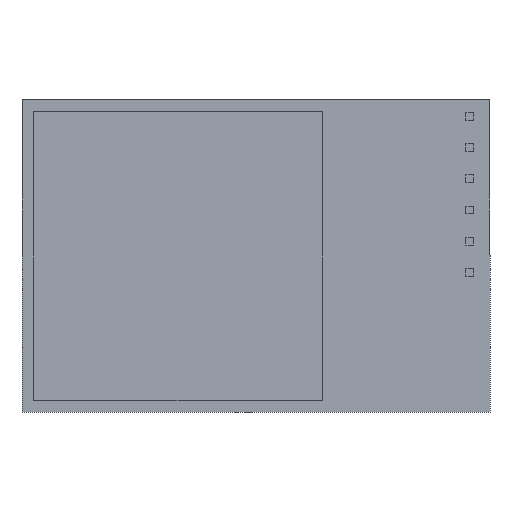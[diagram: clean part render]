
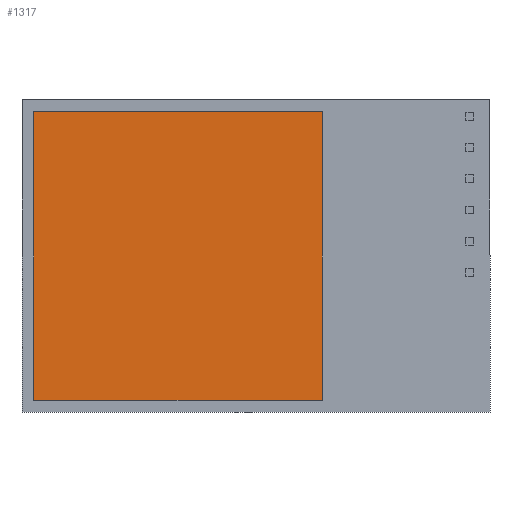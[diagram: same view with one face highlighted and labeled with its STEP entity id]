
A CAD part, front view. The second image highlights one B-rep face of the part: STEP entity #1317.
In plain terms, the highlighted planar face has unit normal (0, -1, 0).
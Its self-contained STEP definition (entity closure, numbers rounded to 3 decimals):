
#186 = ORIENTED_EDGE ( 'NONE', *, *, #3177, .T. ) ;
#322 = VECTOR ( 'NONE', #1568, 1000. ) ;
#455 = LINE ( 'NONE', #4842, #322 ) ;
#552 = LINE ( 'NONE', #2686, #1528 ) ;
#1077 = DIRECTION ( 'NONE',  ( -1., 0., 0. ) ) ;
#1107 = ORIENTED_EDGE ( 'NONE', *, *, #3518, .T. ) ;
#1154 = LINE ( 'NONE', #2246, #3356 ) ;
#1317 = ADVANCED_FACE ( 'NONE', ( #2571 ), #2228, .T. ) ;
#1395 = DIRECTION ( 'NONE',  ( 0., 0., -1. ) ) ;
#1528 = VECTOR ( 'NONE', #5187, 1000. ) ;
#1568 = DIRECTION ( 'NONE',  ( 0., 0., 1. ) ) ;
#1594 = CARTESIAN_POINT ( 'NONE',  ( -14.25, -4.5, -9.25 ) ) ;
#1693 = VERTEX_POINT ( 'NONE', #2402 ) ;
#1747 = ORIENTED_EDGE ( 'NONE', *, *, #4352, .T. ) ;
#1912 = VERTEX_POINT ( 'NONE', #4252 ) ;
#2061 = VERTEX_POINT ( 'NONE', #1594 ) ;
#2228 = PLANE ( 'NONE',  #3568 ) ;
#2246 = CARTESIAN_POINT ( 'NONE',  ( -14.25, -4.5, -9.25 ) ) ;
#2402 = CARTESIAN_POINT ( 'NONE',  ( -14.25, -4.5, 9.25 ) ) ;
#2571 = FACE_OUTER_BOUND ( 'NONE', #4769, .T. ) ;
#2686 = CARTESIAN_POINT ( 'NONE',  ( -14.25, -4.5, 9.25 ) ) ;
#2944 = LINE ( 'NONE', #3136, #4059 ) ;
#3136 = CARTESIAN_POINT ( 'NONE',  ( -14.25, -4.5, 9.25 ) ) ;
#3177 = EDGE_CURVE ( 'NONE', #4476, #1912, #455, .T. ) ;
#3356 = VECTOR ( 'NONE', #4722, 1000. ) ;
#3518 = EDGE_CURVE ( 'NONE', #2061, #4476, #1154, .T. ) ;
#3564 = CARTESIAN_POINT ( 'NONE',  ( 4.25, -4.5, -9.25 ) ) ;
#3568 = AXIS2_PLACEMENT_3D ( 'NONE', #4708, #4296, #1395 ) ;
#3619 = ORIENTED_EDGE ( 'NONE', *, *, #4263, .T. ) ;
#4059 = VECTOR ( 'NONE', #1077, 1000. ) ;
#4252 = CARTESIAN_POINT ( 'NONE',  ( 4.25, -4.5, 9.25 ) ) ;
#4263 = EDGE_CURVE ( 'NONE', #1912, #1693, #2944, .T. ) ;
#4296 = DIRECTION ( 'NONE',  ( 0., -1., 0. ) ) ;
#4352 = EDGE_CURVE ( 'NONE', #1693, #2061, #552, .T. ) ;
#4476 = VERTEX_POINT ( 'NONE', #3564 ) ;
#4708 = CARTESIAN_POINT ( 'NONE',  ( 0., -4.5, 0. ) ) ;
#4722 = DIRECTION ( 'NONE',  ( 1., 0., 0. ) ) ;
#4769 = EDGE_LOOP ( 'NONE', ( #186, #3619, #1747, #1107 ) ) ;
#4842 = CARTESIAN_POINT ( 'NONE',  ( 4.25, -4.5, 9.25 ) ) ;
#5187 = DIRECTION ( 'NONE',  ( 0., 0., -1. ) ) ;
